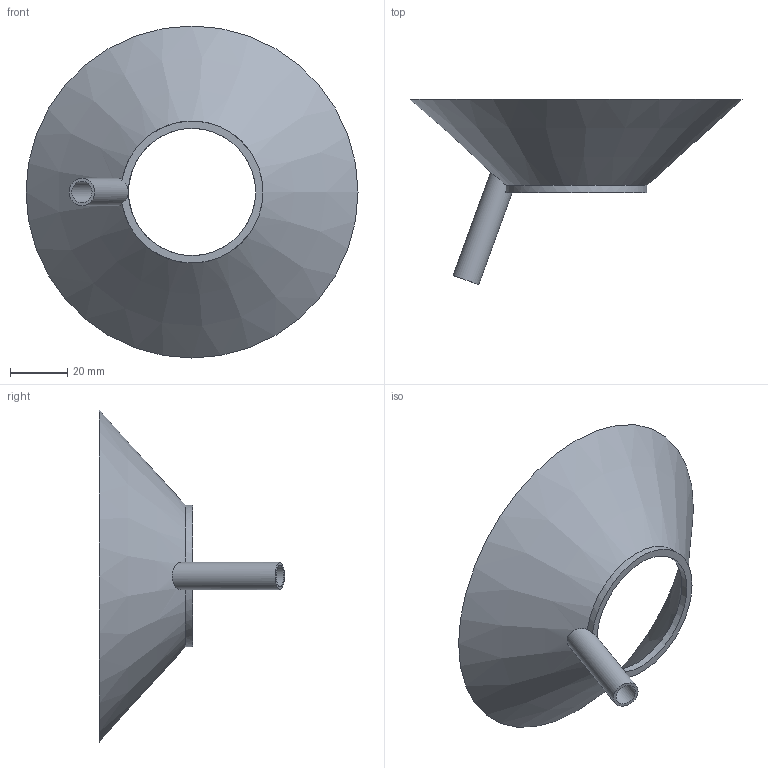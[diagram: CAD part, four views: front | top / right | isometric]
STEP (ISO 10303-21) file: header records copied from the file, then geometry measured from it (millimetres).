
FILE_DESCRIPTION(('FreeCAD Model'),'2;1');
FILE_NAME('Open CASCADE Shape Model','2024-04-27T09:54:06',(''),(''), 'Open CASCADE STEP processor 7.7','FreeCAD','Unknown');
FILE_SCHEMA(('AUTOMOTIVE_DESIGN { 1 0 10303 214 1 1 1 1 }'));
Length unit declared in the file: millimetre
Products named in the file (1): Pocket
Bounding box: 115.6 x 64.47 x 115.6 mm (x, y, z)
Volume: 20907.5 mm3; surface area: 26298.3 mm2
Topology: 1 solids, 1 shells, 12 faces, 27 edges, 17 vertices
Faces by surface type: cylinder 6, plane 3, cone 3
Full cylindrical faces by diameter (mm): 7.493 x1, 9.525 x1, 44.323 x1
Entity records: 2287 total; most frequent: CARTESIAN_POINT 1722, DIRECTION 98, ORIENTED_EDGE 54, PCURVE 54, DEFINITIONAL_REPRESENTATION 54, LINE 35, VECTOR 35, AXIS2_PLACEMENT_3D 27
